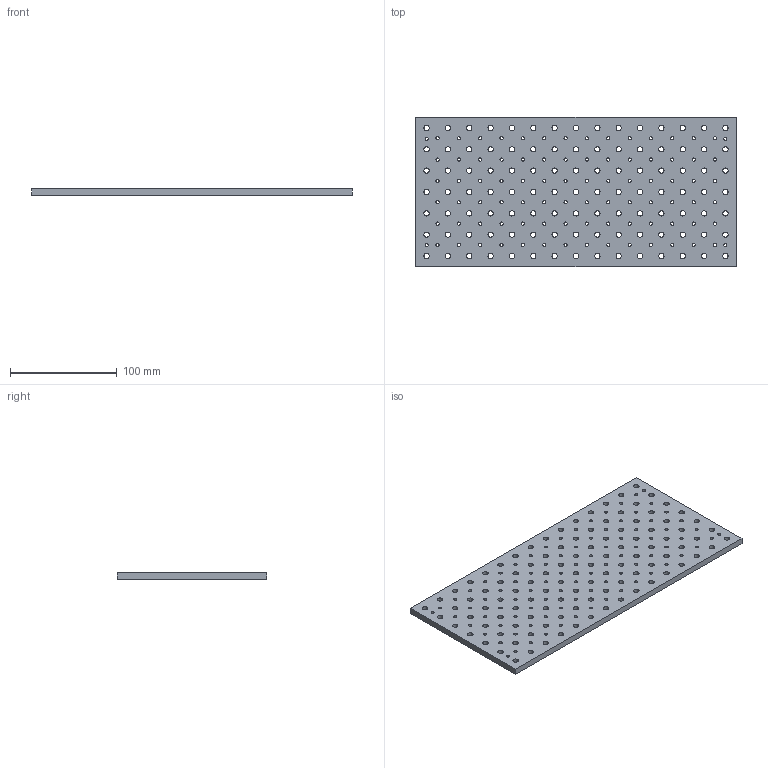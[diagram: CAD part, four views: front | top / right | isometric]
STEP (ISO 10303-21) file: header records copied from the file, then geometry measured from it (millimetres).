
FILE_DESCRIPTION (( 'STEP AP214' ), '1' );
FILE_NAME ('BasePlate.STEP', '2025-05-09T19:46:14', ( '' ), ( '' ), 'SwSTEP 2.0', 'SolidWorks 2021', '' );
FILE_SCHEMA (( 'AUTOMOTIVE_DESIGN' ));
Length unit declared in the file: millimetre
Products named in the file (1): BasePlate
Bounding box: 300 x 140 x 6 mm (x, y, z)
Volume: 235850.1 mm3; surface area: 98800.7 mm2
Topology: 1 solids, 1 shells, 392 faces, 1170 edges, 780 vertices
Faces by surface type: cylinder 386, plane 6
Entity records: 14472 total; most frequent: DIRECTION 2728, CARTESIAN_POINT 2343, ORIENTED_EDGE 2340, EDGE_CURVE 1170, AXIS2_PLACEMENT_3D 1165, VERTEX_POINT 780, EDGE_LOOP 778, CIRCLE 772
